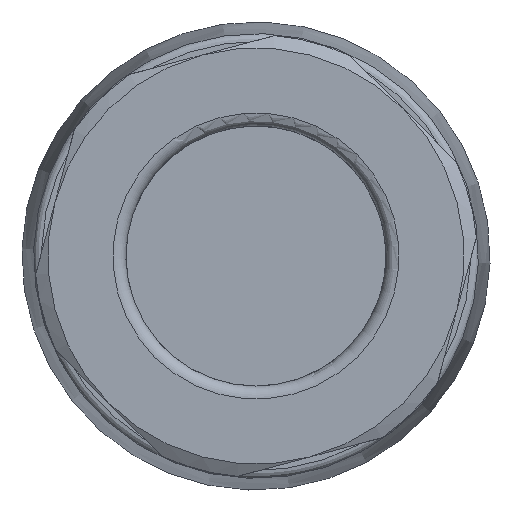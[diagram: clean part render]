
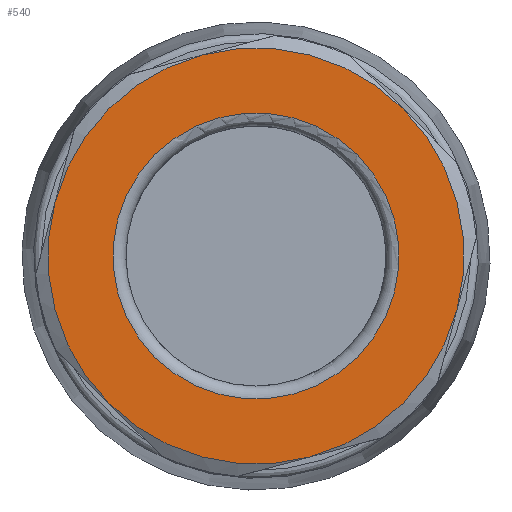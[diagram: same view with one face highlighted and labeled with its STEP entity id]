
A CAD part, front view. The second image highlights one B-rep face of the part: STEP entity #540.
In plain terms, the highlighted planar face has unit normal (0, -1, 0).
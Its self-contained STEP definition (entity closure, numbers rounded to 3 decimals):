
#540=ADVANCED_FACE('',(#797,#798),#629,.T.);
#629=PLANE('',#2735);
#724=CIRCLE('',#2714,8.);
#725=CIRCLE('',#2716,8.);
#727=CIRCLE('',#2720,8.);
#729=CIRCLE('',#2724,8.);
#731=CIRCLE('',#2728,8.);
#733=CIRCLE('',#2732,8.);
#734=CIRCLE('',#2734,5.5);
#797=FACE_BOUND('',#959,.T.);
#798=FACE_BOUND('',#960,.T.);
#959=EDGE_LOOP('',(#1563));
#960=EDGE_LOOP('',(#1564,#1565,#1566,#1567,#1568,#1569));
#1563=ORIENTED_EDGE('',*,*,#2171,.T.);
#1564=ORIENTED_EDGE('',*,*,#2142,.T.);
#1565=ORIENTED_EDGE('',*,*,#2144,.T.);
#1566=ORIENTED_EDGE('',*,*,#2152,.T.);
#1567=ORIENTED_EDGE('',*,*,#2156,.T.);
#1568=ORIENTED_EDGE('',*,*,#2162,.T.);
#1569=ORIENTED_EDGE('',*,*,#2168,.T.);
#1835=VERTEX_POINT('',#4787);
#1836=VERTEX_POINT('',#4789);
#1837=VERTEX_POINT('',#4796);
#1840=VERTEX_POINT('',#4820);
#1843=VERTEX_POINT('',#4830);
#1846=VERTEX_POINT('',#4847);
#1849=VERTEX_POINT('',#4874);
#2142=EDGE_CURVE('',#1836,#1835,#724,.T.);
#2144=EDGE_CURVE('',#1835,#1837,#725,.T.);
#2152=EDGE_CURVE('',#1837,#1840,#727,.T.);
#2156=EDGE_CURVE('',#1840,#1843,#729,.T.);
#2162=EDGE_CURVE('',#1843,#1846,#731,.T.);
#2168=EDGE_CURVE('',#1846,#1836,#733,.T.);
#2171=EDGE_CURVE('',#1849,#1849,#734,.T.);
#2714=AXIS2_PLACEMENT_3D('',#4788,#3300,#3301);
#2716=AXIS2_PLACEMENT_3D('',#4795,#3304,#3305);
#2720=AXIS2_PLACEMENT_3D('',#4821,#3314,#3315);
#2724=AXIS2_PLACEMENT_3D('',#4829,#3324,#3325);
#2728=AXIS2_PLACEMENT_3D('',#4846,#3334,#3335);
#2732=AXIS2_PLACEMENT_3D('',#4863,#3344,#3345);
#2734=AXIS2_PLACEMENT_3D('',#4873,#3348,#3349);
#2735=AXIS2_PLACEMENT_3D('',#4875,#3350,#3351);
#3300=DIRECTION('',(0.,-1.,0.));
#3301=DIRECTION('',(0.707,0.,-0.707));
#3304=DIRECTION('',(0.,-1.,0.));
#3305=DIRECTION('',(0.707,0.,-0.707));
#3314=DIRECTION('',(0.,-1.,0.));
#3315=DIRECTION('',(0.707,0.,-0.707));
#3324=DIRECTION('',(0.,-1.,0.));
#3325=DIRECTION('',(0.707,0.,-0.707));
#3334=DIRECTION('',(0.,-1.,0.));
#3335=DIRECTION('',(0.707,0.,-0.707));
#3344=DIRECTION('',(0.,-1.,0.));
#3345=DIRECTION('',(0.707,0.,-0.707));
#3348=DIRECTION('',(0.,1.,0.));
#3349=DIRECTION('',(0.707,0.,-0.707));
#3350=DIRECTION('',(0.,-1.,0.));
#3351=DIRECTION('',(0.707,0.,-0.707));
#4787=CARTESIAN_POINT('',(27.641,-76.,5.657));
#4788=CARTESIAN_POINT('',(21.985,-76.,0.));
#4789=CARTESIAN_POINT('',(29.712,-76.,-2.071));
#4795=CARTESIAN_POINT('',(21.985,-76.,0.));
#4796=CARTESIAN_POINT('',(19.914,-76.,7.727));
#4820=CARTESIAN_POINT('',(14.257,-76.,2.071));
#4821=CARTESIAN_POINT('',(21.985,-76.,0.));
#4829=CARTESIAN_POINT('',(21.985,-76.,0.));
#4830=CARTESIAN_POINT('',(16.328,-76.,-5.657));
#4846=CARTESIAN_POINT('',(21.985,-76.,0.));
#4847=CARTESIAN_POINT('',(24.055,-76.,-7.727));
#4863=CARTESIAN_POINT('',(21.985,-76.,0.));
#4873=CARTESIAN_POINT('',(21.985,-76.,0.));
#4874=CARTESIAN_POINT('',(25.874,-76.,-3.889));
#4875=CARTESIAN_POINT('',(15.974,-76.,6.01));
